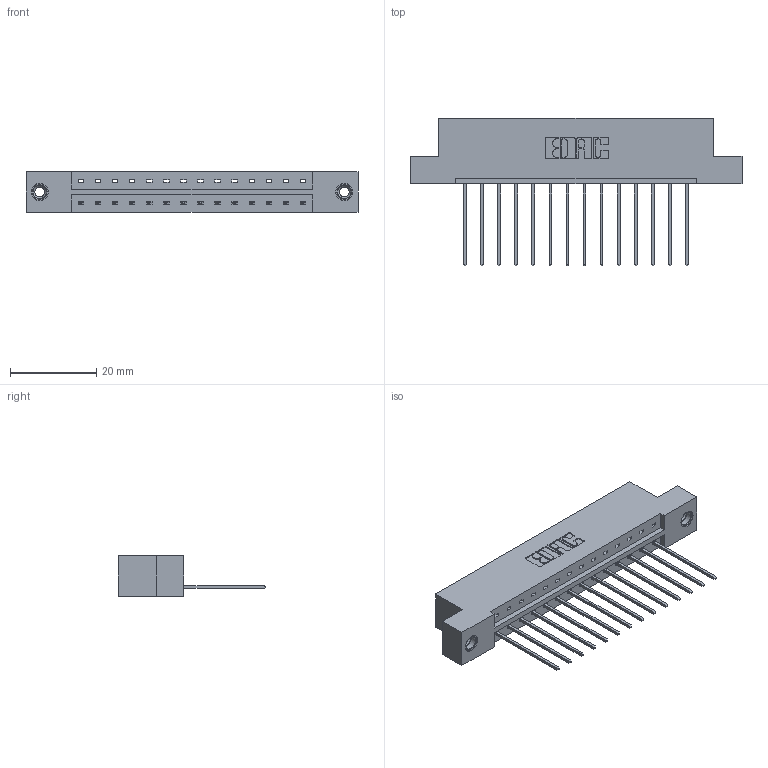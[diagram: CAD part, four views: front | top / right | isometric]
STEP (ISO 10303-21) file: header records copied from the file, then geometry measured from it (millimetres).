
FILE_DESCRIPTION (( 'STEP AP203' ), '1' );
FILE_NAME ('333-014-541-108.STEP', '2018-08-01T02:32:16', ( '' ), ( '' ), 'SwSTEP 2.0', 'SolidWorks 2016', '' );
FILE_SCHEMA (( 'CONFIG_CONTROL_DESIGN' ));
Length unit declared in the file: inch
Products named in the file (4): 333 Part_Flush - .156 Dia - TI; 345-292-001_345-293-141; 345-250-001_345-250-003-102; 333-014-541-108
Assembly tree (17 placements, depth 2):
  333-014-541-108
    333 Part_Flush - .156 Dia - TI
    345-292-001_345-293-141  x14
    345-250-001_345-250-003-102  x2
Bounding box: 77.01 x 34.3 x 9.4 mm (x, y, z)
Volume: 7548.5 mm3; surface area: 8293.6 mm2
Topology: 17 solids, 17 shells, 986 faces, 2911 edges, 1914 vertices
Faces by surface type: plane 690, cylinder 280, cone 12, torus 4
Entity records: 13384 total; most frequent: CARTESIAN_POINT 2295, ORIENTED_EDGE 2238, DIRECTION 2025, EDGE_CURVE 1119, LINE 971, VECTOR 971, VERTEX_POINT 740, AXIS2_PLACEMENT_3D 527
